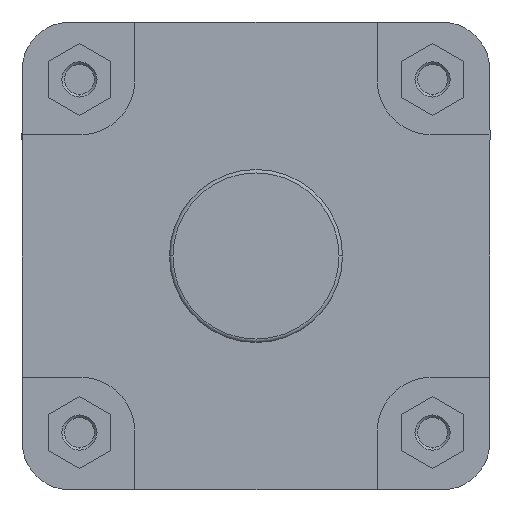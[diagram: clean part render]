
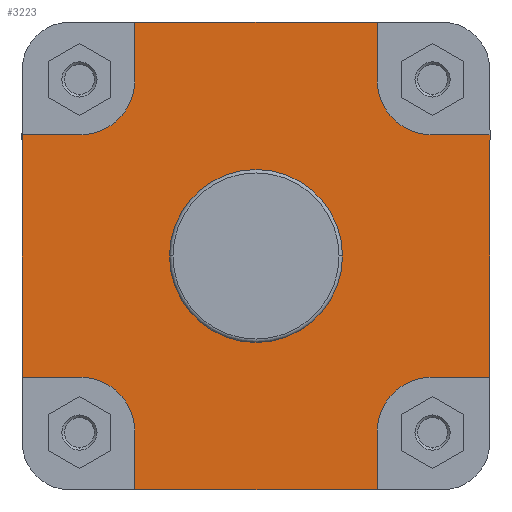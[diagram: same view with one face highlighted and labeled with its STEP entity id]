
A CAD part, left-side view. The second image highlights one B-rep face of the part: STEP entity #3223.
In plain terms, the highlighted planar face has unit normal (-1, 0, 0).
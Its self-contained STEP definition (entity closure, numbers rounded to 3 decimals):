
#217 = CARTESIAN_POINT ( 'NONE',  ( 14., 49.9, 0. ) ) ;
#218 = PLANE ( 'NONE',  #3706 ) ;
#219 = DIRECTION ( 'NONE',  ( 1., 0., 0. ) ) ;
#220 = DIRECTION ( 'NONE',  ( 0., 1., 0. ) ) ;
#673 = CARTESIAN_POINT ( 'NONE',  ( 14., -49.9, 0. ) ) ;
#686 = CARTESIAN_POINT ( 'NONE',  ( 14., 49.9, 0. ) ) ;
#756 = CARTESIAN_POINT ( 'NONE',  ( 14., 70., -101. ) ) ;
#757 = CARTESIAN_POINT ( 'NONE',  ( 14., 101., -70. ) ) ;
#758 = CARTESIAN_POINT ( 'NONE',  ( 14., 70., -135. ) ) ;
#759 = CARTESIAN_POINT ( 'NONE',  ( 14., -70., -135. ) ) ;
#760 = CARTESIAN_POINT ( 'NONE',  ( 14., -70., -101. ) ) ;
#761 = CARTESIAN_POINT ( 'NONE',  ( 14., -101., -70. ) ) ;
#762 = CARTESIAN_POINT ( 'NONE',  ( 14., -135., -70. ) ) ;
#763 = CARTESIAN_POINT ( 'NONE',  ( 14., -135., 70. ) ) ;
#764 = CARTESIAN_POINT ( 'NONE',  ( 14., -101., 70. ) ) ;
#765 = CARTESIAN_POINT ( 'NONE',  ( 14., -70., 101. ) ) ;
#766 = CARTESIAN_POINT ( 'NONE',  ( 14., -70., 135. ) ) ;
#767 = CARTESIAN_POINT ( 'NONE',  ( 14., 70., 135. ) ) ;
#768 = CARTESIAN_POINT ( 'NONE',  ( 14., 70., 101. ) ) ;
#769 = CARTESIAN_POINT ( 'NONE',  ( 14., 101., 70. ) ) ;
#770 = CARTESIAN_POINT ( 'NONE',  ( 14., 135., 70. ) ) ;
#771 = CARTESIAN_POINT ( 'NONE',  ( 14., 135., -70. ) ) ;
#1159 = CARTESIAN_POINT ( 'NONE',  ( 14., 135., 70. ) ) ;
#1161 = CARTESIAN_POINT ( 'NONE',  ( 14., 101., -70. ) ) ;
#1162 = DIRECTION ( 'NONE',  ( 0., 1., 0. ) ) ;
#1165 = CARTESIAN_POINT ( 'NONE',  ( 14., -70., 135. ) ) ;
#1166 = DIRECTION ( 'NONE',  ( 0., -1., 0. ) ) ;
#1168 = DIRECTION ( 'NONE',  ( 0., 0., -1. ) ) ;
#1171 = CARTESIAN_POINT ( 'NONE',  ( 14., 70., -135. ) ) ;
#1172 = DIRECTION ( 'NONE',  ( 0., 0., 1. ) ) ;
#1188 = CARTESIAN_POINT ( 'NONE',  ( 14., 135., 0. ) ) ;
#1191 = CARTESIAN_POINT ( 'NONE',  ( 14., 101., 101. ) ) ;
#1192 = DIRECTION ( 'NONE',  ( -1., 0., 0. ) ) ;
#1193 = DIRECTION ( 'NONE',  ( 0., 0., 1. ) ) ;
#1196 = DIRECTION ( 'NONE',  ( 0., 0., 1. ) ) ;
#1206 = CARTESIAN_POINT ( 'NONE',  ( 14., -297.141, 135. ) ) ;
#1207 = DIRECTION ( 'NONE',  ( 0., -1., 0. ) ) ;
#1258 = CARTESIAN_POINT ( 'NONE',  ( 14., -101., 101. ) ) ;
#1260 = DIRECTION ( 'NONE',  ( -1., 0., 0. ) ) ;
#1261 = DIRECTION ( 'NONE',  ( 0., -1., 0. ) ) ;
#1267 = CARTESIAN_POINT ( 'NONE',  ( 14., -101., -101. ) ) ;
#1270 = CARTESIAN_POINT ( 'NONE',  ( 14., -135., -70. ) ) ;
#1271 = DIRECTION ( 'NONE',  ( 0., 1., 0. ) ) ;
#1274 = DIRECTION ( 'NONE',  ( -1., 0., 0. ) ) ;
#1275 = DIRECTION ( 'NONE',  ( 0., 0., -1. ) ) ;
#1279 = CARTESIAN_POINT ( 'NONE',  ( 14., -135., 0. ) ) ;
#1280 = DIRECTION ( 'NONE',  ( 0., 0., 1. ) ) ;
#1317 = CARTESIAN_POINT ( 'NONE',  ( 14., -70., -101. ) ) ;
#1318 = DIRECTION ( 'NONE',  ( 0., 0., -1. ) ) ;
#1363 = CARTESIAN_POINT ( 'NONE',  ( 14., 70., 101. ) ) ;
#1364 = DIRECTION ( 'NONE',  ( 0., 0., 1. ) ) ;
#1365 = CARTESIAN_POINT ( 'NONE',  ( 14., 0., 0. ) ) ;
#1372 = DIRECTION ( 'NONE',  ( -1., 0., 0. ) ) ;
#1373 = DIRECTION ( 'NONE',  ( 0., -1., 0. ) ) ;
#1399 = CARTESIAN_POINT ( 'NONE',  ( 14., 0., 0. ) ) ;
#1407 = DIRECTION ( 'NONE',  ( -1., 0., 0. ) ) ;
#1408 = DIRECTION ( 'NONE',  ( 0., -1., 0. ) ) ;
#1432 = FACE_BOUND ( 'NONE', #3001, .T. ) ;
#1435 = FACE_OUTER_BOUND ( 'NONE', #6691, .T. ) ;
#1914 = LINE ( 'NONE', #1159, #1925 ) ;
#1918 = LINE ( 'NONE', #1165, #1926 ) ;
#1921 = LINE ( 'NONE', #1161, #1922 ) ;
#1922 = VECTOR ( 'NONE', #1162, 1000. ) ;
#1925 = VECTOR ( 'NONE', #1166, 1000. ) ;
#1926 = VECTOR ( 'NONE', #1168, 1000. ) ;
#1930 = LINE ( 'NONE', #1171, #1931 ) ;
#1931 = VECTOR ( 'NONE', #1172, 1000. ) ;
#1942 = VECTOR ( 'NONE', #1196, 1000. ) ;
#1944 = LINE ( 'NONE', #1188, #1942 ) ;
#1945 = CIRCLE ( 'NONE', #3812, 31. ) ;
#1953 = LINE ( 'NONE', #1206, #1954 ) ;
#1954 = VECTOR ( 'NONE', #1207, 1000. ) ;
#1985 = LINE ( 'NONE', #1270, #1989 ) ;
#1988 = CIRCLE ( 'NONE', #3825, 31. ) ;
#1989 = VECTOR ( 'NONE', #1271, 1000. ) ;
#1996 = CIRCLE ( 'NONE', #3826, 31. ) ;
#1997 = LINE ( 'NONE', #1279, #1998 ) ;
#1998 = VECTOR ( 'NONE', #1280, 1000. ) ;
#2020 = LINE ( 'NONE', #1317, #2021 ) ;
#2021 = VECTOR ( 'NONE', #1318, 1000. ) ;
#2045 = LINE ( 'NONE', #1363, #2047 ) ;
#2047 = VECTOR ( 'NONE', #1364, 1000. ) ;
#2057 = CIRCLE ( 'NONE', #3845, 49.9 ) ;
#2077 = CIRCLE ( 'NONE', #3853, 49.9 ) ;
#2083 = LINE ( 'NONE', #2276, #2084 ) ;
#2084 = VECTOR ( 'NONE', #2277, 1000. ) ;
#2126 = CIRCLE ( 'NONE', #3869, 31. ) ;
#2209 = LINE ( 'NONE', #2467, #2210 ) ;
#2210 = VECTOR ( 'NONE', #2468, 1000. ) ;
#2276 = CARTESIAN_POINT ( 'NONE',  ( 14., -297.141, -135. ) ) ;
#2277 = DIRECTION ( 'NONE',  ( 0., -1., 0. ) ) ;
#2342 = CARTESIAN_POINT ( 'NONE',  ( 14., 101., -101. ) ) ;
#2344 = DIRECTION ( 'NONE',  ( -1., 0., 0. ) ) ;
#2345 = DIRECTION ( 'NONE',  ( 0., 1., 0. ) ) ;
#2467 = CARTESIAN_POINT ( 'NONE',  ( 14., -101., 70. ) ) ;
#2468 = DIRECTION ( 'NONE',  ( 0., -1., 0. ) ) ;
#2991 = ORIENTED_EDGE ( 'NONE', *, *, #6404, .F. ) ;
#2998 = ORIENTED_EDGE ( 'NONE', *, *, #6419, .F. ) ;
#2999 = ORIENTED_EDGE ( 'NONE', *, *, #6406, .F. ) ;
#3001 = EDGE_LOOP ( 'NONE', ( #6704, #6615 ) ) ;
#3223 = ADVANCED_FACE ( 'NONE', ( #1432, #1435 ), #218, .F. ) ;
#3706 = AXIS2_PLACEMENT_3D ( 'NONE', #217, #219, #220 ) ;
#3812 = AXIS2_PLACEMENT_3D ( 'NONE', #1191, #1192, #1193 ) ;
#3825 = AXIS2_PLACEMENT_3D ( 'NONE', #1258, #1260, #1261 ) ;
#3826 = AXIS2_PLACEMENT_3D ( 'NONE', #1267, #1274, #1275 ) ;
#3845 = AXIS2_PLACEMENT_3D ( 'NONE', #1365, #1372, #1373 ) ;
#3853 = AXIS2_PLACEMENT_3D ( 'NONE', #1399, #1407, #1408 ) ;
#3869 = AXIS2_PLACEMENT_3D ( 'NONE', #2342, #2344, #2345 ) ;
#4979 = VERTEX_POINT ( 'NONE', #673 ) ;
#4980 = VERTEX_POINT ( 'NONE', #686 ) ;
#5053 = VERTEX_POINT ( 'NONE', #756 ) ;
#5054 = VERTEX_POINT ( 'NONE', #757 ) ;
#5055 = VERTEX_POINT ( 'NONE', #758 ) ;
#5056 = VERTEX_POINT ( 'NONE', #759 ) ;
#5057 = VERTEX_POINT ( 'NONE', #760 ) ;
#5058 = VERTEX_POINT ( 'NONE', #761 ) ;
#5059 = VERTEX_POINT ( 'NONE', #762 ) ;
#5060 = VERTEX_POINT ( 'NONE', #763 ) ;
#5061 = VERTEX_POINT ( 'NONE', #764 ) ;
#5062 = VERTEX_POINT ( 'NONE', #765 ) ;
#5063 = VERTEX_POINT ( 'NONE', #766 ) ;
#5064 = VERTEX_POINT ( 'NONE', #767 ) ;
#5065 = VERTEX_POINT ( 'NONE', #768 ) ;
#5066 = VERTEX_POINT ( 'NONE', #769 ) ;
#5067 = VERTEX_POINT ( 'NONE', #770 ) ;
#5068 = VERTEX_POINT ( 'NONE', #771 ) ;
#6404 = EDGE_CURVE ( 'NONE', #5054, #5068, #1921, .T. ) ;
#6406 = EDGE_CURVE ( 'NONE', #5067, #5066, #1914, .T. ) ;
#6407 = EDGE_CURVE ( 'NONE', #5063, #5062, #1918, .T. ) ;
#6410 = EDGE_CURVE ( 'NONE', #5055, #5053, #1930, .T. ) ;
#6418 = EDGE_CURVE ( 'NONE', #5066, #5065, #1945, .T. ) ;
#6419 = EDGE_CURVE ( 'NONE', #5068, #5067, #1944, .T. ) ;
#6424 = EDGE_CURVE ( 'NONE', #5064, #5063, #1953, .T. ) ;
#6446 = EDGE_CURVE ( 'NONE', #5062, #5061, #1988, .T. ) ;
#6450 = EDGE_CURVE ( 'NONE', #5059, #5058, #1985, .T. ) ;
#6452 = EDGE_CURVE ( 'NONE', #5058, #5057, #1996, .T. ) ;
#6454 = EDGE_CURVE ( 'NONE', #5059, #5060, #1997, .T. ) ;
#6469 = EDGE_CURVE ( 'NONE', #5057, #5056, #2020, .T. ) ;
#6489 = EDGE_CURVE ( 'NONE', #5065, #5064, #2045, .T. ) ;
#6493 = EDGE_CURVE ( 'NONE', #4979, #4980, #2057, .T. ) ;
#6506 = EDGE_CURVE ( 'NONE', #4980, #4979, #2077, .T. ) ;
#6512 = EDGE_CURVE ( 'NONE', #5055, #5056, #2083, .T. ) ;
#6539 = EDGE_CURVE ( 'NONE', #5053, #5054, #2126, .T. ) ;
#6591 = EDGE_CURVE ( 'NONE', #5061, #5060, #2209, .T. ) ;
#6599 = ORIENTED_EDGE ( 'NONE', *, *, #6489, .F. ) ;
#6602 = ORIENTED_EDGE ( 'NONE', *, *, #6407, .F. ) ;
#6608 = ORIENTED_EDGE ( 'NONE', *, *, #6424, .F. ) ;
#6615 = ORIENTED_EDGE ( 'NONE', *, *, #6506, .F. ) ;
#6649 = ORIENTED_EDGE ( 'NONE', *, *, #6418, .F. ) ;
#6688 = ORIENTED_EDGE ( 'NONE', *, *, #6469, .F. ) ;
#6689 = ORIENTED_EDGE ( 'NONE', *, *, #6591, .F. ) ;
#6691 = EDGE_LOOP ( 'NONE', ( #6698, #6697, #6716, #6688, #6708, #6718, #6709, #6689, #6699, #6602, #6608, #6599, #6649, #2999, #2998, #2991 ) ) ;
#6697 = ORIENTED_EDGE ( 'NONE', *, *, #6410, .F. ) ;
#6698 = ORIENTED_EDGE ( 'NONE', *, *, #6539, .F. ) ;
#6699 = ORIENTED_EDGE ( 'NONE', *, *, #6446, .F. ) ;
#6704 = ORIENTED_EDGE ( 'NONE', *, *, #6493, .F. ) ;
#6708 = ORIENTED_EDGE ( 'NONE', *, *, #6452, .F. ) ;
#6709 = ORIENTED_EDGE ( 'NONE', *, *, #6454, .T. ) ;
#6716 = ORIENTED_EDGE ( 'NONE', *, *, #6512, .T. ) ;
#6718 = ORIENTED_EDGE ( 'NONE', *, *, #6450, .F. ) ;
